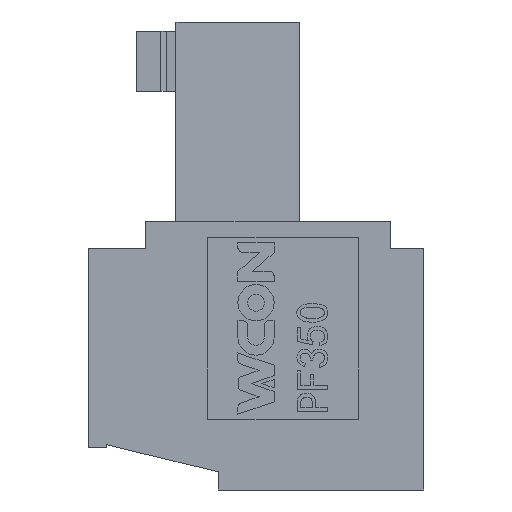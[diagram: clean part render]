
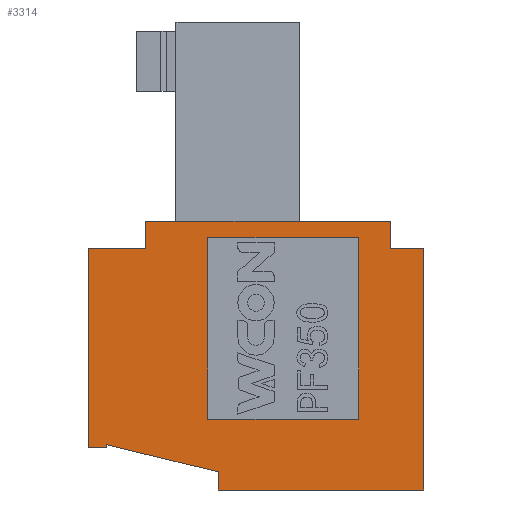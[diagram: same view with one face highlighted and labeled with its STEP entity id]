
A CAD part, left-side view. The second image highlights one B-rep face of the part: STEP entity #3314.
In plain terms, the highlighted planar face has unit normal (-1, 0, 0).
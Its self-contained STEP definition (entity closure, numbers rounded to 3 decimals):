
#230=CARTESIAN_POINT('',(-17.657,3.009,2.614));
#231=VERTEX_POINT('',#230);
#238=CARTESIAN_POINT('',(-17.657,3.009,3.502));
#239=VERTEX_POINT('',#238);
#240=CARTESIAN_POINT('',(-17.657,3.009,2.614));
#241=DIRECTION('',(0.,0.,1.));
#242=VECTOR('',#241,0.888);
#243=LINE('',#240,#242);
#244=EDGE_CURVE('',#231,#239,#243,.T.);
#369=CARTESIAN_POINT('',(-17.657,4.883,-3.896));
#370=VERTEX_POINT('',#369);
#377=CARTESIAN_POINT('',(-17.657,4.883,2.614));
#378=VERTEX_POINT('',#377);
#379=CARTESIAN_POINT('',(-17.657,4.883,-3.896));
#380=DIRECTION('',(0.,0.,1.));
#381=VECTOR('',#380,6.511);
#382=LINE('',#379,#381);
#383=EDGE_CURVE('',#370,#378,#382,.T.);
#2509=CARTESIAN_POINT('',(-17.657,-6.067,2.614));
#2510=VERTEX_POINT('',#2509);
#2517=CARTESIAN_POINT('',(-17.657,-6.067,-5.278));
#2518=VERTEX_POINT('',#2517);
#2519=CARTESIAN_POINT('',(-17.657,-6.067,2.614));
#2520=DIRECTION('',(0.,0.,-1.));
#2521=VECTOR('',#2520,7.892);
#2522=LINE('',#2519,#2521);
#2523=EDGE_CURVE('',#2510,#2518,#2522,.T.);
#2853=CARTESIAN_POINT('',(-17.657,0.641,-5.278));
#2854=VERTEX_POINT('',#2853);
#2855=CARTESIAN_POINT('',(-17.657,-6.067,-5.278));
#2856=DIRECTION('',(0.,1.,0.));
#2857=VECTOR('',#2856,6.708);
#2858=LINE('',#2855,#2857);
#2859=EDGE_CURVE('',#2518,#2854,#2858,.T.);
#3211=CARTESIAN_POINT('',(-17.657,-4.587,0.));
#3212=DIRECTION('',(0.,0.,1.));
#3213=DIRECTION('',(-1.,0.,0.));
#3214=AXIS2_PLACEMENT_3D('',#3211,#3213,#3212);
#3215=PLANE('',#3214);
#3216=CARTESIAN_POINT('',(-17.657,4.291,-3.896));
#3217=VERTEX_POINT('',#3216);
#3218=CARTESIAN_POINT('',(-17.657,4.883,-3.896));
#3219=DIRECTION('',(0.,-1.,0.));
#3220=VECTOR('',#3219,0.592);
#3221=LINE('',#3218,#3220);
#3222=EDGE_CURVE('',#370,#3217,#3221,.T.);
#3223=ORIENTED_EDGE('',*,*,#3222,.T.);
#3224=CARTESIAN_POINT('',(-17.657,4.291,-3.798));
#3225=VERTEX_POINT('',#3224);
#3226=CARTESIAN_POINT('',(-17.657,4.291,-3.798));
#3227=DIRECTION('',(0.,0.,-1.));
#3228=VECTOR('',#3227,0.099);
#3229=LINE('',#3226,#3228);
#3230=EDGE_CURVE('',#3225,#3217,#3229,.T.);
#3231=ORIENTED_EDGE('',*,*,#3230,.F.);
#3232=CARTESIAN_POINT('',(-17.657,0.641,-4.686));
#3233=VERTEX_POINT('',#3232);
#3234=CARTESIAN_POINT('',(-17.657,0.641,-4.686));
#3235=DIRECTION('',(0.,0.972,0.236));
#3236=VECTOR('',#3235,3.756);
#3237=LINE('',#3234,#3236);
#3238=EDGE_CURVE('',#3233,#3225,#3237,.T.);
#3239=ORIENTED_EDGE('',*,*,#3238,.F.);
#3240=CARTESIAN_POINT('',(-17.657,0.641,-5.278));
#3241=DIRECTION('',(0.,0.,1.));
#3242=VECTOR('',#3241,0.592);
#3243=LINE('',#3240,#3242);
#3244=EDGE_CURVE('',#2854,#3233,#3243,.T.);
#3245=ORIENTED_EDGE('',*,*,#3244,.F.);
#3246=ORIENTED_EDGE('',*,*,#2859,.F.);
#3247=ORIENTED_EDGE('',*,*,#2523,.F.);
#3248=CARTESIAN_POINT('',(-17.657,-4.982,2.614));
#3249=VERTEX_POINT('',#3248);
#3250=CARTESIAN_POINT('',(-17.657,-6.067,2.614));
#3251=DIRECTION('',(0.,1.,0.));
#3252=VECTOR('',#3251,1.085);
#3253=LINE('',#3250,#3252);
#3254=EDGE_CURVE('',#2510,#3249,#3253,.T.);
#3255=ORIENTED_EDGE('',*,*,#3254,.T.);
#3256=CARTESIAN_POINT('',(-17.657,-4.982,3.502));
#3257=VERTEX_POINT('',#3256);
#3258=CARTESIAN_POINT('',(-17.657,-4.982,2.614));
#3259=DIRECTION('',(0.,0.,1.));
#3260=VECTOR('',#3259,0.888);
#3261=LINE('',#3258,#3260);
#3262=EDGE_CURVE('',#3249,#3257,#3261,.T.);
#3263=ORIENTED_EDGE('',*,*,#3262,.T.);
#3264=CARTESIAN_POINT('',(-17.657,-4.982,3.502));
#3265=DIRECTION('',(0.,1.,0.));
#3266=VECTOR('',#3265,7.99);
#3267=LINE('',#3264,#3266);
#3268=EDGE_CURVE('',#3257,#239,#3267,.T.);
#3269=ORIENTED_EDGE('',*,*,#3268,.T.);
#3270=ORIENTED_EDGE('',*,*,#244,.F.);
#3271=CARTESIAN_POINT('',(-17.657,3.009,2.614));
#3272=DIRECTION('',(0.,1.,0.));
#3273=VECTOR('',#3272,1.874);
#3274=LINE('',#3271,#3273);
#3275=EDGE_CURVE('',#231,#378,#3274,.T.);
#3276=ORIENTED_EDGE('',*,*,#3275,.T.);
#3277=ORIENTED_EDGE('',*,*,#383,.F.);
#3278=EDGE_LOOP('',(#3223,#3231,#3239,#3245,#3246,#3247,#3255,#3263,#3269,#3270,#3276,#3277));
#3279=FACE_OUTER_BOUND('',#3278,.T.);
#3280=CARTESIAN_POINT('',(-17.657,0.986,2.959));
#3281=VERTEX_POINT('',#3280);
#3282=CARTESIAN_POINT('',(-17.657,-3.946,2.959));
#3283=VERTEX_POINT('',#3282);
#3284=CARTESIAN_POINT('',(-17.657,0.986,2.959));
#3285=DIRECTION('',(0.,-1.,0.));
#3286=VECTOR('',#3285,4.932);
#3287=LINE('',#3284,#3286);
#3288=EDGE_CURVE('',#3281,#3283,#3287,.T.);
#3289=ORIENTED_EDGE('',*,*,#3288,.T.);
#3290=CARTESIAN_POINT('',(-17.657,-3.946,-2.959));
#3291=VERTEX_POINT('',#3290);
#3292=CARTESIAN_POINT('',(-17.657,-3.946,2.959));
#3293=DIRECTION('',(0.,0.,-1.));
#3294=VECTOR('',#3293,5.919);
#3295=LINE('',#3292,#3294);
#3296=EDGE_CURVE('',#3283,#3291,#3295,.T.);
#3297=ORIENTED_EDGE('',*,*,#3296,.T.);
#3298=CARTESIAN_POINT('',(-17.657,0.986,-2.959));
#3299=VERTEX_POINT('',#3298);
#3300=CARTESIAN_POINT('',(-17.657,-3.946,-2.959));
#3301=DIRECTION('',(0.,1.,0.));
#3302=VECTOR('',#3301,4.932);
#3303=LINE('',#3300,#3302);
#3304=EDGE_CURVE('',#3291,#3299,#3303,.T.);
#3305=ORIENTED_EDGE('',*,*,#3304,.T.);
#3306=CARTESIAN_POINT('',(-17.657,0.986,-2.959));
#3307=DIRECTION('',(0.,0.,1.));
#3308=VECTOR('',#3307,5.919);
#3309=LINE('',#3306,#3308);
#3310=EDGE_CURVE('',#3299,#3281,#3309,.T.);
#3311=ORIENTED_EDGE('',*,*,#3310,.T.);
#3312=EDGE_LOOP('',(#3289,#3297,#3305,#3311));
#3313=FACE_BOUND('',#3312,.T.);
#3314=ADVANCED_FACE('',(#3279,#3313),#3215,.T.);
